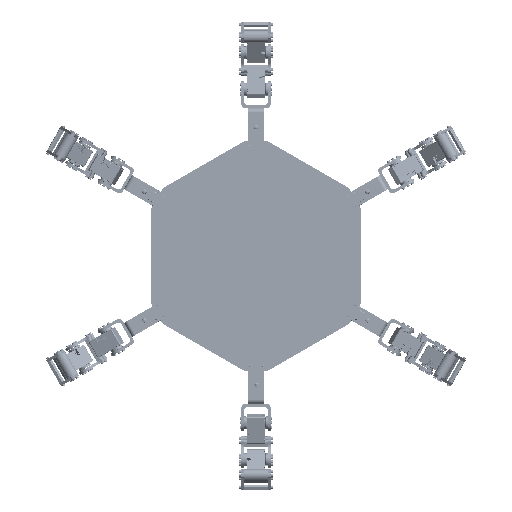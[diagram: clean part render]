
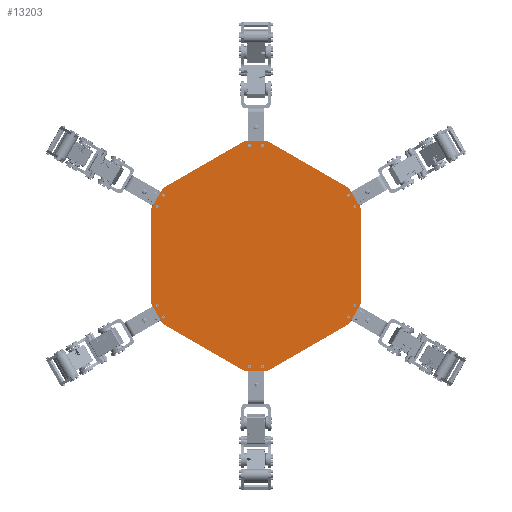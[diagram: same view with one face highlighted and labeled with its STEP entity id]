
A CAD part, top view. The second image highlights one B-rep face of the part: STEP entity #13203.
In plain terms, the highlighted planar face has unit normal (0, 0, 1).
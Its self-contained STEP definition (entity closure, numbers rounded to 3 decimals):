
#844=FACE_BOUND('',#2874,.T.);
#845=FACE_BOUND('',#2875,.T.);
#846=FACE_BOUND('',#2876,.T.);
#847=FACE_BOUND('',#2877,.T.);
#848=FACE_BOUND('',#2878,.T.);
#849=FACE_BOUND('',#2879,.T.);
#850=FACE_BOUND('',#2880,.T.);
#851=FACE_BOUND('',#2881,.T.);
#852=FACE_BOUND('',#2882,.T.);
#853=FACE_BOUND('',#2883,.T.);
#854=FACE_BOUND('',#2884,.T.);
#855=FACE_BOUND('',#2885,.T.);
#1306=PLANE('',#14878);
#2000=FACE_OUTER_BOUND('',#2873,.T.);
#2873=EDGE_LOOP('',(#12269,#12270,#12271,#12272,#12273,#12274,#12275,#12276,
#12277,#12278,#12279,#12280));
#2874=EDGE_LOOP('',(#12281));
#2875=EDGE_LOOP('',(#12282));
#2876=EDGE_LOOP('',(#12283));
#2877=EDGE_LOOP('',(#12284));
#2878=EDGE_LOOP('',(#12285));
#2879=EDGE_LOOP('',(#12286));
#2880=EDGE_LOOP('',(#12287));
#2881=EDGE_LOOP('',(#12288));
#2882=EDGE_LOOP('',(#12289));
#2883=EDGE_LOOP('',(#12290));
#2884=EDGE_LOOP('',(#12291));
#2885=EDGE_LOOP('',(#12292));
#4083=LINE('',#22517,#5301);
#4086=LINE('',#22523,#5304);
#4089=LINE('',#22529,#5307);
#4092=LINE('',#22535,#5310);
#4095=LINE('',#22541,#5313);
#4098=LINE('',#22547,#5316);
#4101=LINE('',#22553,#5319);
#4104=LINE('',#22559,#5322);
#4107=LINE('',#22565,#5325);
#4110=LINE('',#22571,#5328);
#4113=LINE('',#22577,#5331);
#4116=LINE('',#22581,#5334);
#5301=VECTOR('',#18669,10.);
#5304=VECTOR('',#18674,10.);
#5307=VECTOR('',#18679,10.);
#5310=VECTOR('',#18684,10.);
#5313=VECTOR('',#18689,10.);
#5316=VECTOR('',#18694,10.);
#5319=VECTOR('',#18699,10.);
#5322=VECTOR('',#18704,10.);
#5325=VECTOR('',#18709,10.);
#5328=VECTOR('',#18714,10.);
#5331=VECTOR('',#18719,10.);
#5334=VECTOR('',#18724,10.);
#5830=CIRCLE('',#14831,1.1);
#5832=CIRCLE('',#14834,1.1);
#5834=CIRCLE('',#14837,1.1);
#5836=CIRCLE('',#14840,1.1);
#5838=CIRCLE('',#14843,1.1);
#5840=CIRCLE('',#14846,1.1);
#5842=CIRCLE('',#14849,1.1);
#5844=CIRCLE('',#14852,1.1);
#5846=CIRCLE('',#14855,1.1);
#5848=CIRCLE('',#14858,1.1);
#5850=CIRCLE('',#14861,1.1);
#5852=CIRCLE('',#14864,1.1);
#6963=VERTEX_POINT('',#22439);
#6965=VERTEX_POINT('',#22445);
#6967=VERTEX_POINT('',#22451);
#6969=VERTEX_POINT('',#22457);
#6971=VERTEX_POINT('',#22463);
#6973=VERTEX_POINT('',#22469);
#6975=VERTEX_POINT('',#22475);
#6977=VERTEX_POINT('',#22481);
#6979=VERTEX_POINT('',#22487);
#6981=VERTEX_POINT('',#22493);
#6983=VERTEX_POINT('',#22499);
#6985=VERTEX_POINT('',#22505);
#6989=VERTEX_POINT('',#22514);
#6990=VERTEX_POINT('',#22516);
#6992=VERTEX_POINT('',#22522);
#6994=VERTEX_POINT('',#22528);
#6996=VERTEX_POINT('',#22534);
#6998=VERTEX_POINT('',#22540);
#7000=VERTEX_POINT('',#22546);
#7002=VERTEX_POINT('',#22552);
#7004=VERTEX_POINT('',#22558);
#7006=VERTEX_POINT('',#22564);
#7008=VERTEX_POINT('',#22570);
#7010=VERTEX_POINT('',#22576);
#8709=EDGE_CURVE('',#6963,#6963,#5830,.T.);
#8712=EDGE_CURVE('',#6965,#6965,#5832,.T.);
#8715=EDGE_CURVE('',#6967,#6967,#5834,.T.);
#8718=EDGE_CURVE('',#6969,#6969,#5836,.T.);
#8721=EDGE_CURVE('',#6971,#6971,#5838,.T.);
#8724=EDGE_CURVE('',#6973,#6973,#5840,.T.);
#8727=EDGE_CURVE('',#6975,#6975,#5842,.T.);
#8730=EDGE_CURVE('',#6977,#6977,#5844,.T.);
#8733=EDGE_CURVE('',#6979,#6979,#5846,.T.);
#8736=EDGE_CURVE('',#6981,#6981,#5848,.T.);
#8739=EDGE_CURVE('',#6983,#6983,#5850,.T.);
#8742=EDGE_CURVE('',#6985,#6985,#5852,.T.);
#8747=EDGE_CURVE('',#6990,#6989,#4083,.T.);
#8750=EDGE_CURVE('',#6992,#6990,#4086,.T.);
#8753=EDGE_CURVE('',#6994,#6992,#4089,.T.);
#8756=EDGE_CURVE('',#6996,#6994,#4092,.T.);
#8759=EDGE_CURVE('',#6998,#6996,#4095,.T.);
#8762=EDGE_CURVE('',#7000,#6998,#4098,.T.);
#8765=EDGE_CURVE('',#7002,#7000,#4101,.T.);
#8768=EDGE_CURVE('',#7004,#7002,#4104,.T.);
#8771=EDGE_CURVE('',#7006,#7004,#4107,.T.);
#8774=EDGE_CURVE('',#7008,#7006,#4110,.T.);
#8777=EDGE_CURVE('',#7010,#7008,#4113,.T.);
#8780=EDGE_CURVE('',#6989,#7010,#4116,.T.);
#12269=ORIENTED_EDGE('',*,*,#8780,.T.);
#12270=ORIENTED_EDGE('',*,*,#8777,.T.);
#12271=ORIENTED_EDGE('',*,*,#8774,.T.);
#12272=ORIENTED_EDGE('',*,*,#8771,.T.);
#12273=ORIENTED_EDGE('',*,*,#8768,.T.);
#12274=ORIENTED_EDGE('',*,*,#8765,.T.);
#12275=ORIENTED_EDGE('',*,*,#8762,.T.);
#12276=ORIENTED_EDGE('',*,*,#8759,.T.);
#12277=ORIENTED_EDGE('',*,*,#8756,.T.);
#12278=ORIENTED_EDGE('',*,*,#8753,.T.);
#12279=ORIENTED_EDGE('',*,*,#8750,.T.);
#12280=ORIENTED_EDGE('',*,*,#8747,.T.);
#12281=ORIENTED_EDGE('',*,*,#8742,.T.);
#12282=ORIENTED_EDGE('',*,*,#8739,.T.);
#12283=ORIENTED_EDGE('',*,*,#8736,.T.);
#12284=ORIENTED_EDGE('',*,*,#8733,.T.);
#12285=ORIENTED_EDGE('',*,*,#8730,.T.);
#12286=ORIENTED_EDGE('',*,*,#8727,.T.);
#12287=ORIENTED_EDGE('',*,*,#8724,.T.);
#12288=ORIENTED_EDGE('',*,*,#8721,.T.);
#12289=ORIENTED_EDGE('',*,*,#8718,.T.);
#12290=ORIENTED_EDGE('',*,*,#8715,.T.);
#12291=ORIENTED_EDGE('',*,*,#8712,.T.);
#12292=ORIENTED_EDGE('',*,*,#8709,.T.);
#13203=ADVANCED_FACE('',(#2000,#844,#845,#846,#847,#848,#849,#850,#851,
#852,#853,#854,#855),#1306,.T.);
#14831=AXIS2_PLACEMENT_3D('',#22440,#18583,#18584);
#14834=AXIS2_PLACEMENT_3D('',#22446,#18590,#18591);
#14837=AXIS2_PLACEMENT_3D('',#22452,#18597,#18598);
#14840=AXIS2_PLACEMENT_3D('',#22458,#18604,#18605);
#14843=AXIS2_PLACEMENT_3D('',#22464,#18611,#18612);
#14846=AXIS2_PLACEMENT_3D('',#22470,#18618,#18619);
#14849=AXIS2_PLACEMENT_3D('',#22476,#18625,#18626);
#14852=AXIS2_PLACEMENT_3D('',#22482,#18632,#18633);
#14855=AXIS2_PLACEMENT_3D('',#22488,#18639,#18640);
#14858=AXIS2_PLACEMENT_3D('',#22494,#18646,#18647);
#14861=AXIS2_PLACEMENT_3D('',#22500,#18653,#18654);
#14864=AXIS2_PLACEMENT_3D('',#22506,#18660,#18661);
#14878=AXIS2_PLACEMENT_3D('',#22582,#18725,#18726);
#18583=DIRECTION('center_axis',(0.,0.,-1.));
#18584=DIRECTION('ref_axis',(-1.,0.,0.));
#18590=DIRECTION('center_axis',(0.,0.,-1.));
#18591=DIRECTION('ref_axis',(-1.,0.,0.));
#18597=DIRECTION('center_axis',(0.,0.,-1.));
#18598=DIRECTION('ref_axis',(-1.,0.,0.));
#18604=DIRECTION('center_axis',(0.,0.,-1.));
#18605=DIRECTION('ref_axis',(-1.,0.,0.));
#18611=DIRECTION('center_axis',(0.,0.,-1.));
#18612=DIRECTION('ref_axis',(-1.,0.,0.));
#18618=DIRECTION('center_axis',(0.,0.,-1.));
#18619=DIRECTION('ref_axis',(-1.,0.,0.));
#18625=DIRECTION('center_axis',(0.,0.,-1.));
#18626=DIRECTION('ref_axis',(-1.,0.,0.));
#18632=DIRECTION('center_axis',(0.,0.,-1.));
#18633=DIRECTION('ref_axis',(-1.,0.,0.));
#18639=DIRECTION('center_axis',(0.,0.,-1.));
#18640=DIRECTION('ref_axis',(-1.,0.,0.));
#18646=DIRECTION('center_axis',(0.,0.,-1.));
#18647=DIRECTION('ref_axis',(-1.,0.,0.));
#18653=DIRECTION('center_axis',(0.,0.,-1.));
#18654=DIRECTION('ref_axis',(-1.,0.,0.));
#18660=DIRECTION('center_axis',(0.,0.,-1.));
#18661=DIRECTION('ref_axis',(-1.,0.,0.));
#18669=DIRECTION('',(0.5,-0.866,0.));
#18674=DIRECTION('',(0.,-1.,0.));
#18679=DIRECTION('',(-0.5,-0.866,0.));
#18684=DIRECTION('',(-0.866,-0.5,0.));
#18689=DIRECTION('',(-1.,0.,0.));
#18694=DIRECTION('',(-0.866,0.5,0.));
#18699=DIRECTION('',(-0.5,0.866,0.));
#18704=DIRECTION('',(0.,1.,0.));
#18709=DIRECTION('',(0.5,0.866,0.));
#18714=DIRECTION('',(0.866,0.5,0.));
#18719=DIRECTION('',(1.,0.,0.));
#18724=DIRECTION('',(0.866,-0.5,0.));
#18725=DIRECTION('center_axis',(0.,0.,1.));
#18726=DIRECTION('ref_axis',(1.,0.,0.));
#22439=CARTESIAN_POINT('',(-112.974,75.098,3.5));
#22440=CARTESIAN_POINT('Origin',(-114.074,75.098,3.5));
#22445=CARTESIAN_POINT('',(-120.974,61.242,3.5));
#22446=CARTESIAN_POINT('Origin',(-122.074,61.242,3.5));
#22451=CARTESIAN_POINT('',(-112.974,-75.098,3.5));
#22452=CARTESIAN_POINT('Origin',(-114.074,-75.098,3.5));
#22457=CARTESIAN_POINT('',(-120.974,-61.242,3.5));
#22458=CARTESIAN_POINT('Origin',(-122.074,-61.242,3.5));
#22463=CARTESIAN_POINT('',(9.1,-136.34,3.5));
#22464=CARTESIAN_POINT('Origin',(8.,-136.34,3.5));
#22469=CARTESIAN_POINT('',(-6.9,-136.34,3.5));
#22470=CARTESIAN_POINT('Origin',(-8.,-136.34,3.5));
#22475=CARTESIAN_POINT('',(123.174,-61.242,3.5));
#22476=CARTESIAN_POINT('Origin',(122.074,-61.242,3.5));
#22481=CARTESIAN_POINT('',(115.174,-75.098,3.5));
#22482=CARTESIAN_POINT('Origin',(114.074,-75.098,3.5));
#22487=CARTESIAN_POINT('',(115.174,75.098,3.5));
#22488=CARTESIAN_POINT('Origin',(114.074,75.098,3.5));
#22493=CARTESIAN_POINT('',(123.174,61.242,3.5));
#22494=CARTESIAN_POINT('Origin',(122.074,61.242,3.5));
#22499=CARTESIAN_POINT('',(-6.9,136.34,3.5));
#22500=CARTESIAN_POINT('Origin',(-8.,136.34,3.5));
#22505=CARTESIAN_POINT('',(9.1,136.34,3.5));
#22506=CARTESIAN_POINT('Origin',(8.,136.34,3.5));
#22514=CARTESIAN_POINT('',(-114.904,-83.66,3.5));
#22516=CARTESIAN_POINT('',(-129.904,-57.679,3.5));
#22517=CARTESIAN_POINT('',(-129.904,-57.679,3.5));
#22522=CARTESIAN_POINT('',(-129.904,57.679,3.5));
#22523=CARTESIAN_POINT('',(-129.904,75.,3.5));
#22528=CARTESIAN_POINT('',(-114.904,83.66,3.5));
#22529=CARTESIAN_POINT('',(-114.904,83.66,3.5));
#22534=CARTESIAN_POINT('',(-15.,141.34,3.5));
#22535=CARTESIAN_POINT('',(0.,150.,3.5));
#22540=CARTESIAN_POINT('',(15.,141.34,3.5));
#22541=CARTESIAN_POINT('',(15.,141.34,3.5));
#22546=CARTESIAN_POINT('',(114.904,83.66,3.5));
#22547=CARTESIAN_POINT('',(129.904,75.,3.5));
#22552=CARTESIAN_POINT('',(129.904,57.679,3.5));
#22553=CARTESIAN_POINT('',(129.904,57.679,3.5));
#22558=CARTESIAN_POINT('',(129.904,-57.679,3.5));
#22559=CARTESIAN_POINT('',(129.904,-75.,3.5));
#22564=CARTESIAN_POINT('',(114.904,-83.66,3.5));
#22565=CARTESIAN_POINT('',(114.904,-83.66,3.5));
#22570=CARTESIAN_POINT('',(15.,-141.34,3.5));
#22571=CARTESIAN_POINT('',(0.,-150.,3.5));
#22576=CARTESIAN_POINT('',(-15.,-141.34,3.5));
#22577=CARTESIAN_POINT('',(-15.,-141.34,3.5));
#22581=CARTESIAN_POINT('',(-129.904,-75.,3.5));
#22582=CARTESIAN_POINT('Origin',(0.,0.,
3.5));
